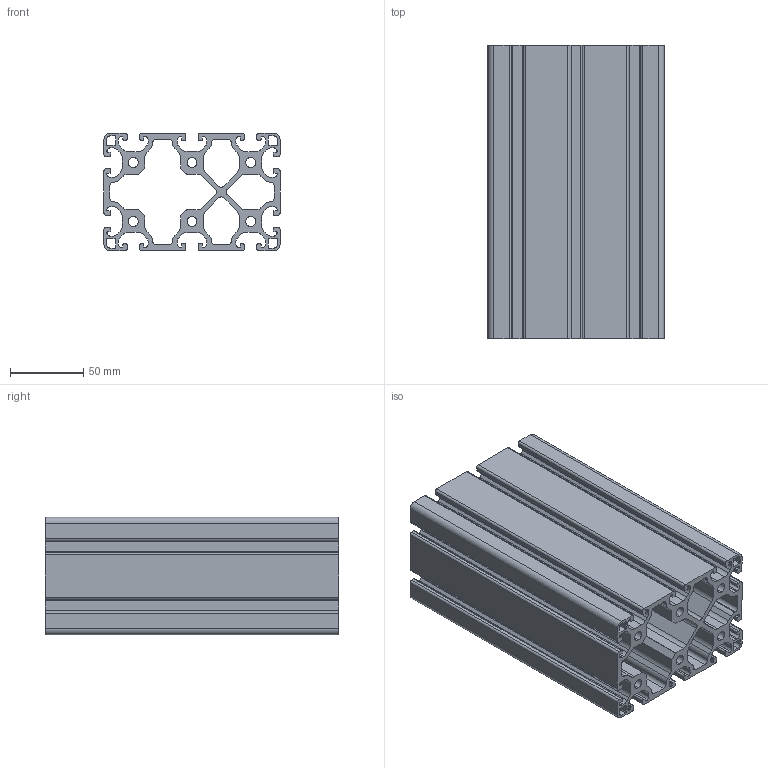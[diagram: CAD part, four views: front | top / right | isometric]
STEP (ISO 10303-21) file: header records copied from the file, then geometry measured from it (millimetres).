
FILE_DESCRIPTION (( 'STEP AP203' ), '1' );
FILE_NAME ('281120909_c_1.STEP', '2022-10-27T00:52:34', ( '' ), ( '' ), 'SwSTEP 2.0', 'SolidWorks 2014', '' );
FILE_SCHEMA (( 'CONFIG_CONTROL_DESIGN' ));
Length unit declared in the file: millimetre
Products named in the file (1): 281120909_c_1
Bounding box: 120 x 200 x 80 mm (x, y, z)
Volume: 601577.1 mm3; surface area: 327847.2 mm2
Topology: 1 solids, 1 shells, 427 faces, 1275 edges, 850 vertices
Faces by surface type: cylinder 229, plane 198
Entity records: 14640 total; most frequent: DIRECTION 2589, CARTESIAN_POINT 2553, ORIENTED_EDGE 2550, EDGE_CURVE 1275, AXIS2_PLACEMENT_3D 886, VERTEX_POINT 850, LINE 817, VECTOR 817
